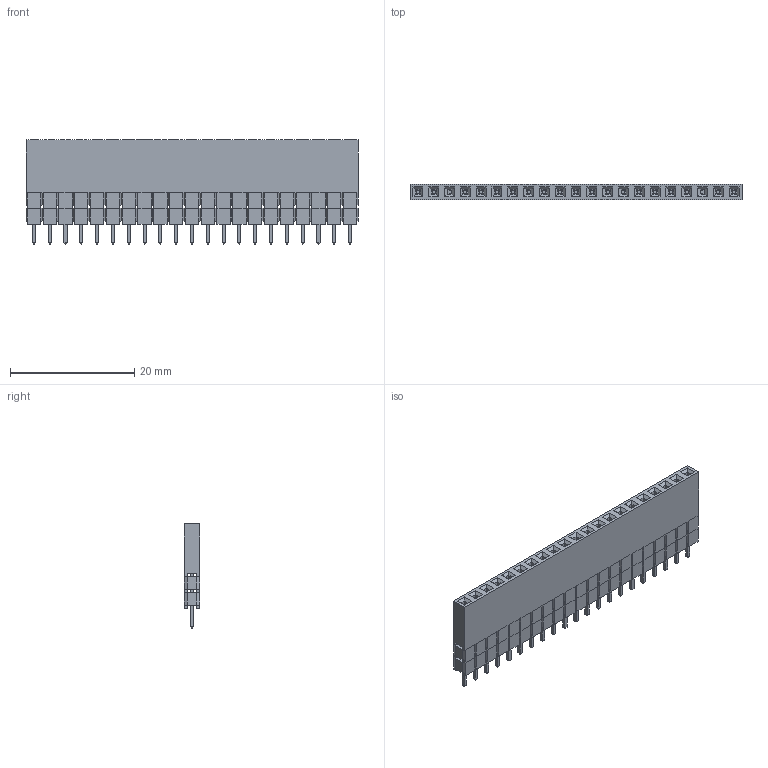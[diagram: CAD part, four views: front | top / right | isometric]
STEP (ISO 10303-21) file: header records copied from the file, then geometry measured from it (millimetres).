
FILE_DESCRIPTION(('FreeCAD Model'),'2;1');
FILE_NAME('Socket_Strip_Straight_L13.6_P2.5_01x21.step','2019-08-27T02:53:17',('Author'),(''), 'Open CASCADE STEP processor 6.8','FreeCAD','Unknown');
FILE_SCHEMA(('AUTOMOTIVE_DESIGN { 1 0 10303 214 1 1 1 1 }'));
Length unit declared in the file: millimetre
Products named in the file (1): Socket_Strip_Straight_L13.6_P2.5_01x21
Bounding box: 53.34 x 2.54 x 16.78 mm (x, y, z)
Volume: 1620.6 mm3; surface area: 2992 mm2
Topology: 1 solids, 1 shells, 1337 faces, 3264 edges, 1868 vertices
Faces by surface type: plane 1337
Entity records: 46955 total; most frequent: ORIENTED_EDGE 6528, CARTESIAN_POINT 6470, DIRECTION 5940, EDGE_CURVE 3264, LINE 3264, VECTOR 3264, VERTEX_POINT 1868, FACE_BOUND 1484
